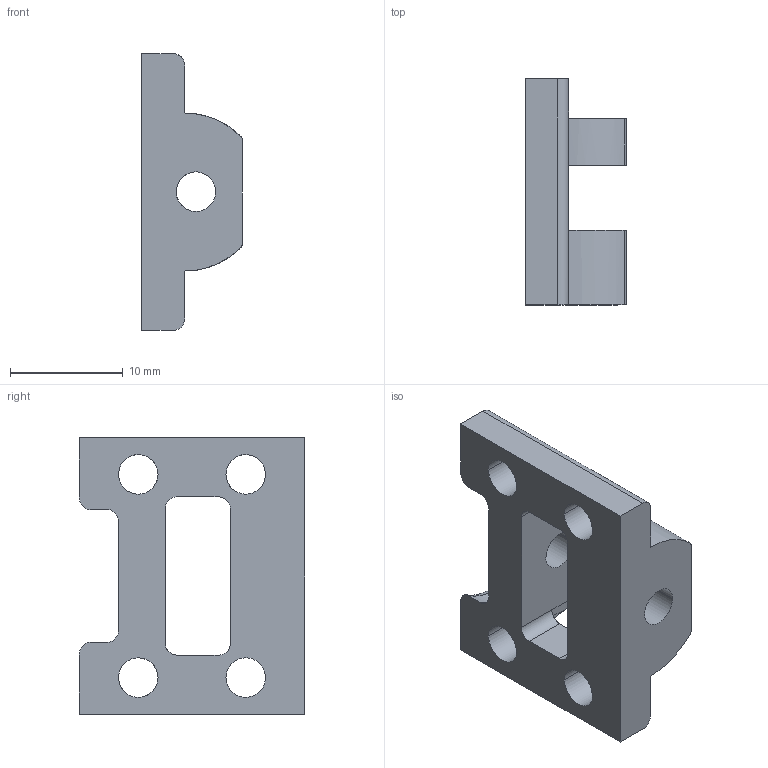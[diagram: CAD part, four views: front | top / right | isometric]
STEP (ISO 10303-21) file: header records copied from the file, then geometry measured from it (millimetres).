
FILE_DESCRIPTION(/* description */ (''),/* implementation_level */ '2;1');
FILE_NAME(/* name */ 'PUSHER~2',/* time_stamp */ '2014-10-14T14:09:10+02:00',/* author */ (''),/* organization */ (''),/* preprocessor_version */ 'ST-DEVELOPER v14',/* originating_system */ '',/* authorisation */ '');
FILE_SCHEMA (('AUTOMOTIVE_DESIGN'));
Length unit declared in the file: millimetre
Products named in the file (1): Document
Bounding box: 8.92 x 20 x 24.5 mm (x, y, z)
Surface area: 1717.3 mm2 (no closed solid volume)
Topology: 0 solids, 1 shells, 57 faces, 176 edges, 114 vertices
Faces by surface type: bspline 32, plane 25
Entity records: 2336 total; most frequent: CARTESIAN_POINT 1360, ORIENTED_EDGE 330, EDGE_CURVE 176, VERTEX_POINT 114, EDGE_LOOP 70, B_SPLINE_CURVE_WITH_KNOTS 59, ADVANCED_FACE 57, FACE_OUTER_BOUND 57
